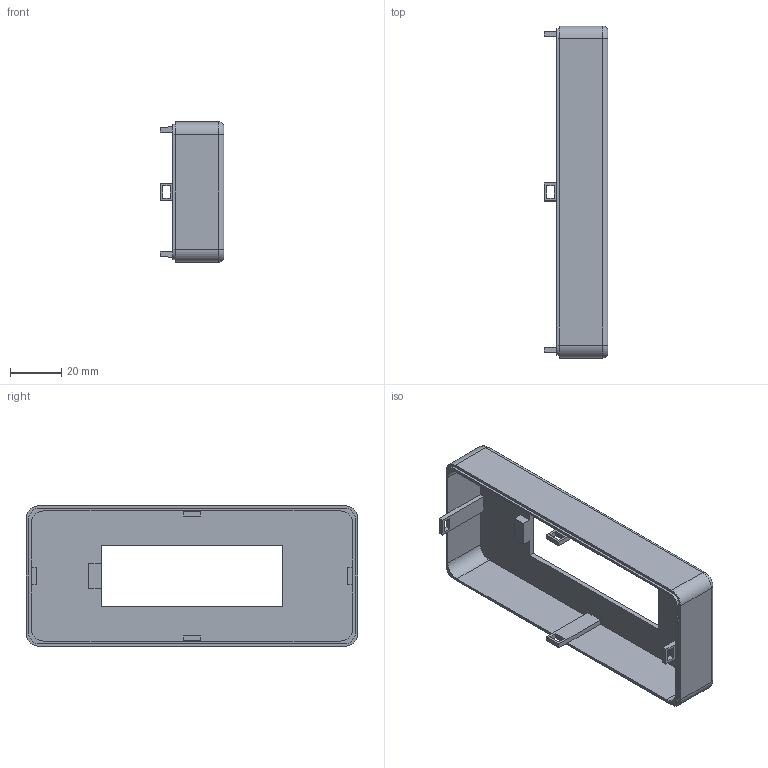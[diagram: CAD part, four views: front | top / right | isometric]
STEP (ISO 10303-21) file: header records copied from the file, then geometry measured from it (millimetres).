
FILE_DESCRIPTION(/* description */ (''),/* implementation_level */ '2;1');
FILE_NAME(/* name */ 'Front.stp',/* time_stamp */ '2014-08-20T16:23:55+01:00',/* author */ ('Jack'),/* organization */ (''),/* preprocessor_version */ 'ST-DEVELOPER v15.2',/* originating_system */ 'Autodesk Inventor 2014',/* authorisation */ '');
FILE_SCHEMA (('AUTOMOTIVE_DESIGN { 1 0 10303 214 3 1 1 }'));
Length unit declared in the file: millimetre
Products named in the file (1): Front
Bounding box: 25 x 130 x 55 mm (x, y, z)
Volume: 24551.9 mm3; surface area: 25103.6 mm2
Topology: 1 solids, 1 shells, 84 faces, 246 edges, 182 vertices
Faces by surface type: plane 64, cylinder 16, torus 4
Entity records: 2786 total; most frequent: CARTESIAN_POINT 513, ORIENTED_EDGE 460, DIRECTION 452, EDGE_CURVE 230, LINE 210, VECTOR 210, VERTEX_POINT 150, AXIS2_PLACEMENT_3D 121
